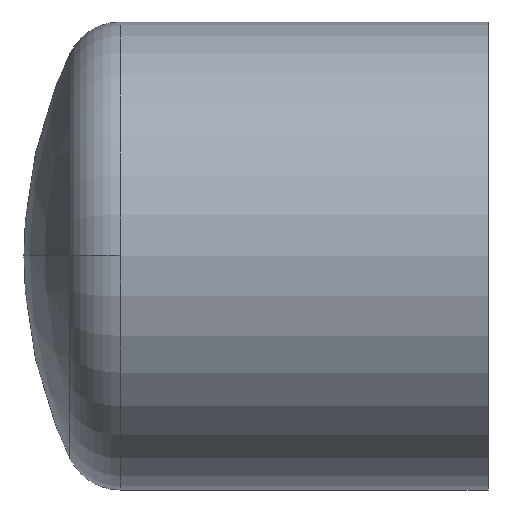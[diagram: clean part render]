
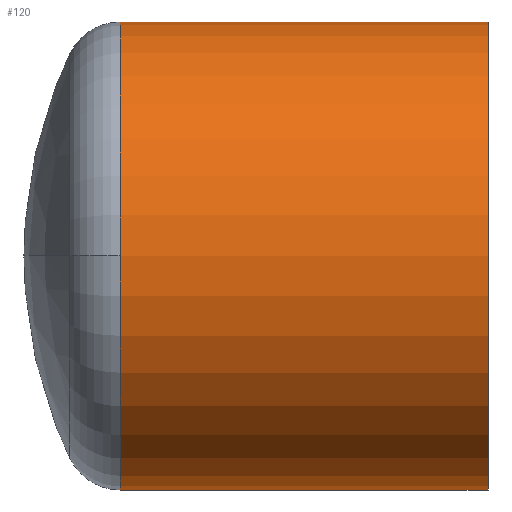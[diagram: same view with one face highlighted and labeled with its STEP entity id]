
A CAD part, top view. The second image highlights one B-rep face of the part: STEP entity #120.
In plain terms, the highlighted cylindrical face has radius 90 mm (diameter 180 mm), a partial arc.
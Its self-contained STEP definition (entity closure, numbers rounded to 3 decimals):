
#96 = EDGE_CURVE( '', #186, #124, #234, .T. );
#100 = VERTEX_POINT( '', #238 );
#102 = VERTEX_POINT( '', #240 );
#108 = EDGE_CURVE( '', #102, #100, #247, .T. );
#114 = EDGE_CURVE( '', #100, #158, #253, .T. );
#120 = ADVANCED_FACE( '', ( #261 ), #262, .T. );
#124 = VERTEX_POINT( '', #267 );
#140 = EDGE_CURVE( '', #102, #186, #286, .T. );
#158 = VERTEX_POINT( '', #305 );
#172 = EDGE_CURVE( '', #158, #124, #322, .T. );
#186 = VERTEX_POINT( '', #336 );
#234 = CIRCLE( '', #380, 90. );
#238 = CARTESIAN_POINT( '', ( 0., -90., 0. ) );
#240 = CARTESIAN_POINT( '', ( -141.497, -90., 0. ) );
#247 = LINE( '', #396, #397 );
#253 = CIRCLE( '', #405, 90. );
#261 = FACE_OUTER_BOUND( '', #413, .T. );
#262 = CYLINDRICAL_SURFACE( '', #414, 90. );
#267 = CARTESIAN_POINT( '', ( -141.497, 90., 0. ) );
#286 = CIRCLE( '', #440, 90. );
#305 = CARTESIAN_POINT( '', ( 0., 90., 0. ) );
#322 = LINE( '', #485, #486 );
#336 = CARTESIAN_POINT( '', ( -141.497, 0., 90. ) );
#380 = AXIS2_PLACEMENT_3D( '', #554, #555, #556 );
#396 = CARTESIAN_POINT( '', ( -70.748, -90., 0. ) );
#397 = VECTOR( '', #570, 1. );
#405 = AXIS2_PLACEMENT_3D( '', #574, #575, #576 );
#413 = EDGE_LOOP( '', ( #586, #587, #588, #589, #590 ) );
#414 = AXIS2_PLACEMENT_3D( '', #591, #592, #593 );
#440 = AXIS2_PLACEMENT_3D( '', #629, #630, #631 );
#485 = CARTESIAN_POINT( '', ( -70.748, 90., 0. ) );
#486 = VECTOR( '', #684, 1. );
#554 = CARTESIAN_POINT( '', ( -141.497, 0., 0. ) );
#555 = DIRECTION( '', ( -1., 0., 0. ) );
#556 = DIRECTION( '', ( 0., 1., 0. ) );
#570 = DIRECTION( '', ( 1., 0., 0. ) );
#574 = CARTESIAN_POINT( '', ( 0., 0., 0. ) );
#575 = DIRECTION( '', ( -1., 0., 0. ) );
#576 = DIRECTION( '', ( 0., 1., 0. ) );
#586 = ORIENTED_EDGE( '', *, *, #172, .T. );
#587 = ORIENTED_EDGE( '', *, *, #96, .F. );
#588 = ORIENTED_EDGE( '', *, *, #140, .F. );
#589 = ORIENTED_EDGE( '', *, *, #108, .T. );
#590 = ORIENTED_EDGE( '', *, *, #114, .T. );
#591 = CARTESIAN_POINT( '', ( -70.748, 0., 0. ) );
#592 = DIRECTION( '', ( 1., 0., 0. ) );
#593 = DIRECTION( '', ( 0., 1., 0. ) );
#629 = CARTESIAN_POINT( '', ( -141.497, 0., 0. ) );
#630 = DIRECTION( '', ( -1., 0., 0. ) );
#631 = DIRECTION( '', ( 0., 1., 0. ) );
#684 = DIRECTION( '', ( -1., 0., 0. ) );
